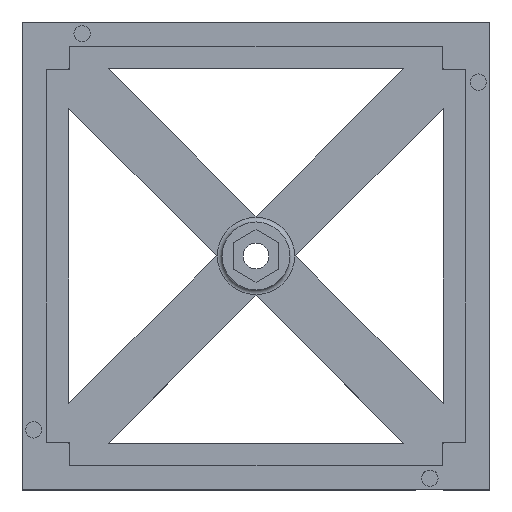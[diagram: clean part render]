
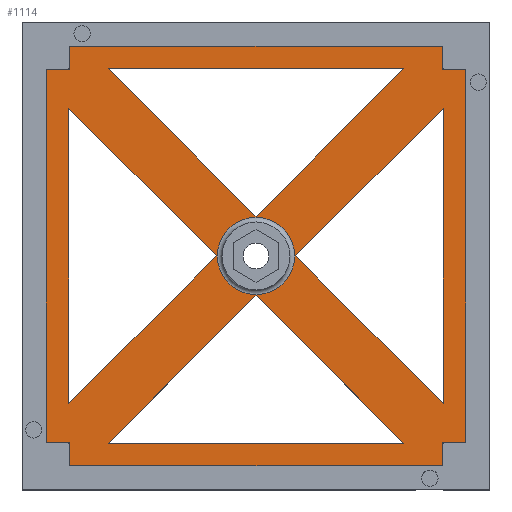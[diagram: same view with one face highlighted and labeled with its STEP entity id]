
A CAD part, top view. The second image highlights one B-rep face of the part: STEP entity #1114.
In plain terms, the highlighted planar face has unit normal (0, 0, 1).
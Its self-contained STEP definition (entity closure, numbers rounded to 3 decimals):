
#261 = VERTEX_POINT('',#262);
#262 = CARTESIAN_POINT('',(-44.8,39.8,10.));
#268 = EDGE_CURVE('',#261,#269,#271,.T.);
#269 = VERTEX_POINT('',#270);
#270 = CARTESIAN_POINT('',(-39.8,39.8,10.));
#271 = LINE('',#272,#273);
#272 = CARTESIAN_POINT('',(-44.8,39.8,10.));
#273 = VECTOR('',#274,1.);
#274 = DIRECTION('',(1.,0.,0.));
#315 = VERTEX_POINT('',#316);
#316 = CARTESIAN_POINT('',(-40.,31.5,10.));
#322 = EDGE_CURVE('',#315,#323,#325,.T.);
#323 = VERTEX_POINT('',#324);
#324 = CARTESIAN_POINT('',(-40.,-31.5,10.));
#325 = LINE('',#326,#327);
#326 = CARTESIAN_POINT('',(-40.,31.5,10.));
#327 = VECTOR('',#328,1.);
#328 = DIRECTION('',(0.,-1.,0.));
#368 = EDGE_CURVE('',#269,#369,#371,.T.);
#369 = VERTEX_POINT('',#370);
#370 = CARTESIAN_POINT('',(-39.8,44.8,10.));
#371 = LINE('',#372,#373);
#372 = CARTESIAN_POINT('',(-39.8,39.8,10.));
#373 = VECTOR('',#374,1.);
#374 = DIRECTION('',(0.,1.,0.));
#400 = EDGE_CURVE('',#315,#401,#403,.T.);
#401 = VERTEX_POINT('',#402);
#402 = CARTESIAN_POINT('',(-8.5,0.,10.));
#403 = LINE('',#404,#405);
#404 = CARTESIAN_POINT('',(-40.,31.5,10.));
#405 = VECTOR('',#406,1.);
#406 = DIRECTION('',(0.707,-0.707,0.));
#441 = VERTEX_POINT('',#442);
#442 = CARTESIAN_POINT('',(31.5,40.,10.));
#448 = EDGE_CURVE('',#449,#441,#451,.T.);
#449 = VERTEX_POINT('',#450);
#450 = CARTESIAN_POINT('',(-31.5,40.,10.));
#451 = LINE('',#452,#453);
#452 = CARTESIAN_POINT('',(-31.5,40.,10.));
#453 = VECTOR('',#454,1.);
#454 = DIRECTION('',(1.,0.,0.));
#485 = EDGE_CURVE('',#401,#323,#486,.T.);
#486 = LINE('',#487,#488);
#487 = CARTESIAN_POINT('',(-8.5,0.,10.));
#488 = VECTOR('',#489,1.);
#489 = DIRECTION('',(-0.707,-0.707,0.));
#502 = EDGE_CURVE('',#449,#503,#505,.T.);
#503 = VERTEX_POINT('',#504);
#504 = CARTESIAN_POINT('',(0.,8.5,10.));
#505 = LINE('',#506,#507);
#506 = CARTESIAN_POINT('',(-31.5,40.,10.));
#507 = VECTOR('',#508,1.);
#508 = DIRECTION('',(0.707,-0.707,0.));
#526 = EDGE_CURVE('',#503,#441,#527,.T.);
#527 = LINE('',#528,#529);
#528 = CARTESIAN_POINT('',(0.,8.5,10.));
#529 = VECTOR('',#530,1.);
#530 = DIRECTION('',(0.707,0.707,0.));
#545 = VERTEX_POINT('',#546);
#546 = CARTESIAN_POINT('',(-44.8,-39.8,10.));
#552 = EDGE_CURVE('',#545,#553,#555,.T.);
#553 = VERTEX_POINT('',#554);
#554 = CARTESIAN_POINT('',(-39.8,-39.8,10.));
#555 = LINE('',#556,#557);
#556 = CARTESIAN_POINT('',(-44.8,-39.8,10.));
#557 = VECTOR('',#558,1.);
#558 = DIRECTION('',(1.,0.,0.));
#582 = EDGE_CURVE('',#553,#583,#585,.T.);
#583 = VERTEX_POINT('',#584);
#584 = CARTESIAN_POINT('',(-39.8,-44.8,10.));
#585 = LINE('',#586,#587);
#586 = CARTESIAN_POINT('',(-39.8,-39.8,10.));
#587 = VECTOR('',#588,1.);
#588 = DIRECTION('',(0.,-1.,0.));
#616 = VERTEX_POINT('',#617);
#617 = CARTESIAN_POINT('',(39.8,44.8,10.));
#623 = EDGE_CURVE('',#616,#624,#626,.T.);
#624 = VERTEX_POINT('',#625);
#625 = CARTESIAN_POINT('',(39.8,39.8,10.));
#626 = LINE('',#627,#628);
#627 = CARTESIAN_POINT('',(39.8,44.8,10.));
#628 = VECTOR('',#629,1.);
#629 = DIRECTION('',(0.,-1.,0.));
#661 = VERTEX_POINT('',#662);
#662 = CARTESIAN_POINT('',(-31.5,-40.,10.));
#668 = EDGE_CURVE('',#669,#661,#671,.T.);
#669 = VERTEX_POINT('',#670);
#670 = CARTESIAN_POINT('',(31.5,-40.,10.));
#671 = LINE('',#672,#673);
#672 = CARTESIAN_POINT('',(31.5,-40.,10.));
#673 = VECTOR('',#674,1.);
#674 = DIRECTION('',(-1.,0.,0.));
#714 = EDGE_CURVE('',#624,#715,#717,.T.);
#715 = VERTEX_POINT('',#716);
#716 = CARTESIAN_POINT('',(44.8,39.8,10.));
#717 = LINE('',#718,#719);
#718 = CARTESIAN_POINT('',(39.8,39.8,10.));
#719 = VECTOR('',#720,1.);
#720 = DIRECTION('',(1.,0.,0.));
#746 = VERTEX_POINT('',#747);
#747 = CARTESIAN_POINT('',(0.,-8.5,10.));
#753 = EDGE_CURVE('',#746,#661,#754,.T.);
#754 = LINE('',#755,#756);
#755 = CARTESIAN_POINT('',(0.,-8.5,10.));
#756 = VECTOR('',#757,1.);
#757 = DIRECTION('',(-0.707,-0.707,0.));
#778 = VERTEX_POINT('',#779);
#779 = CARTESIAN_POINT('',(40.,-31.5,10.));
#785 = EDGE_CURVE('',#786,#778,#788,.T.);
#786 = VERTEX_POINT('',#787);
#787 = CARTESIAN_POINT('',(40.,31.5,10.));
#788 = LINE('',#789,#790);
#789 = CARTESIAN_POINT('',(40.,31.5,10.));
#790 = VECTOR('',#791,1.);
#791 = DIRECTION('',(0.,-1.,0.));
#822 = EDGE_CURVE('',#746,#669,#823,.T.);
#823 = LINE('',#824,#825);
#824 = CARTESIAN_POINT('',(0.,-8.5,10.));
#825 = VECTOR('',#826,1.);
#826 = DIRECTION('',(0.707,-0.707,0.));
#839 = VERTEX_POINT('',#840);
#840 = CARTESIAN_POINT('',(8.5,0.,10.));
#846 = EDGE_CURVE('',#839,#786,#847,.T.);
#847 = LINE('',#848,#849);
#848 = CARTESIAN_POINT('',(8.5,0.,10.));
#849 = VECTOR('',#850,1.);
#850 = DIRECTION('',(0.707,0.707,0.));
#863 = EDGE_CURVE('',#839,#778,#864,.T.);
#864 = LINE('',#865,#866);
#865 = CARTESIAN_POINT('',(8.5,0.,10.));
#866 = VECTOR('',#867,1.);
#867 = DIRECTION('',(0.707,-0.707,0.));
#880 = VERTEX_POINT('',#881);
#881 = CARTESIAN_POINT('',(39.8,-39.8,10.));
#887 = EDGE_CURVE('',#880,#888,#890,.T.);
#888 = VERTEX_POINT('',#889);
#889 = CARTESIAN_POINT('',(39.8,-44.8,10.));
#890 = LINE('',#891,#892);
#891 = CARTESIAN_POINT('',(39.8,-39.8,10.));
#892 = VECTOR('',#893,1.);
#893 = DIRECTION('',(0.,-1.,0.));
#921 = VERTEX_POINT('',#922);
#922 = CARTESIAN_POINT('',(44.8,-39.8,10.));
#928 = EDGE_CURVE('',#921,#880,#929,.T.);
#929 = LINE('',#930,#931);
#930 = CARTESIAN_POINT('',(44.8,-39.8,10.));
#931 = VECTOR('',#932,1.);
#932 = DIRECTION('',(-1.,0.,0.));
#976 = EDGE_CURVE('',#261,#545,#977,.T.);
#977 = LINE('',#978,#979);
#978 = CARTESIAN_POINT('',(-44.8,39.8,10.));
#979 = VECTOR('',#980,1.);
#980 = DIRECTION('',(0.,-1.,0.));
#1114 = ADVANCED_FACE('',(#1115,#1126,#1155,#1160,#1165,#1170),#1175,.T.
  );
#1115 = FACE_BOUND('',#1116,.T.);
#1116 = EDGE_LOOP('',(#1117));
#1117 = ORIENTED_EDGE('',*,*,#1118,.F.);
#1118 = EDGE_CURVE('',#1119,#1119,#1121,.T.);
#1119 = VERTEX_POINT('',#1120);
#1120 = CARTESIAN_POINT('',(8.25,0.,10.));
#1121 = CIRCLE('',#1122,8.25);
#1122 = AXIS2_PLACEMENT_3D('',#1123,#1124,#1125);
#1123 = CARTESIAN_POINT('',(0.,0.,10.));
#1124 = DIRECTION('',(0.,0.,1.));
#1125 = DIRECTION('',(1.,0.,0.));
#1126 = FACE_BOUND('',#1127,.T.);
#1127 = EDGE_LOOP('',(#1128,#1129,#1130,#1131,#1137,#1138,#1139,#1145,
    #1146,#1147,#1153,#1154));
#1128 = ORIENTED_EDGE('',*,*,#976,.T.);
#1129 = ORIENTED_EDGE('',*,*,#552,.T.);
#1130 = ORIENTED_EDGE('',*,*,#582,.T.);
#1131 = ORIENTED_EDGE('',*,*,#1132,.T.);
#1132 = EDGE_CURVE('',#583,#888,#1133,.T.);
#1133 = LINE('',#1134,#1135);
#1134 = CARTESIAN_POINT('',(-39.8,-44.8,10.));
#1135 = VECTOR('',#1136,1.);
#1136 = DIRECTION('',(1.,0.,0.));
#1137 = ORIENTED_EDGE('',*,*,#887,.F.);
#1138 = ORIENTED_EDGE('',*,*,#928,.F.);
#1139 = ORIENTED_EDGE('',*,*,#1140,.T.);
#1140 = EDGE_CURVE('',#921,#715,#1141,.T.);
#1141 = LINE('',#1142,#1143);
#1142 = CARTESIAN_POINT('',(44.8,-39.8,10.));
#1143 = VECTOR('',#1144,1.);
#1144 = DIRECTION('',(0.,1.,0.));
#1145 = ORIENTED_EDGE('',*,*,#714,.F.);
#1146 = ORIENTED_EDGE('',*,*,#623,.F.);
#1147 = ORIENTED_EDGE('',*,*,#1148,.T.);
#1148 = EDGE_CURVE('',#616,#369,#1149,.T.);
#1149 = LINE('',#1150,#1151);
#1150 = CARTESIAN_POINT('',(39.8,44.8,10.));
#1151 = VECTOR('',#1152,1.);
#1152 = DIRECTION('',(-1.,0.,0.));
#1153 = ORIENTED_EDGE('',*,*,#368,.F.);
#1154 = ORIENTED_EDGE('',*,*,#268,.F.);
#1155 = FACE_BOUND('',#1156,.T.);
#1156 = EDGE_LOOP('',(#1157,#1158,#1159));
#1157 = ORIENTED_EDGE('',*,*,#400,.T.);
#1158 = ORIENTED_EDGE('',*,*,#485,.T.);
#1159 = ORIENTED_EDGE('',*,*,#322,.F.);
#1160 = FACE_BOUND('',#1161,.T.);
#1161 = EDGE_LOOP('',(#1162,#1163,#1164));
#1162 = ORIENTED_EDGE('',*,*,#822,.T.);
#1163 = ORIENTED_EDGE('',*,*,#668,.T.);
#1164 = ORIENTED_EDGE('',*,*,#753,.F.);
#1165 = FACE_BOUND('',#1166,.T.);
#1166 = EDGE_LOOP('',(#1167,#1168,#1169));
#1167 = ORIENTED_EDGE('',*,*,#846,.T.);
#1168 = ORIENTED_EDGE('',*,*,#785,.T.);
#1169 = ORIENTED_EDGE('',*,*,#863,.F.);
#1170 = FACE_BOUND('',#1171,.T.);
#1171 = EDGE_LOOP('',(#1172,#1173,#1174));
#1172 = ORIENTED_EDGE('',*,*,#502,.F.);
#1173 = ORIENTED_EDGE('',*,*,#448,.T.);
#1174 = ORIENTED_EDGE('',*,*,#526,.F.);
#1175 = PLANE('',#1176);
#1176 = AXIS2_PLACEMENT_3D('',#1177,#1178,#1179);
#1177 = CARTESIAN_POINT('',(0.,0.,10.)
  );
#1178 = DIRECTION('',(0.,0.,1.));
#1179 = DIRECTION('',(1.,0.,0.));
